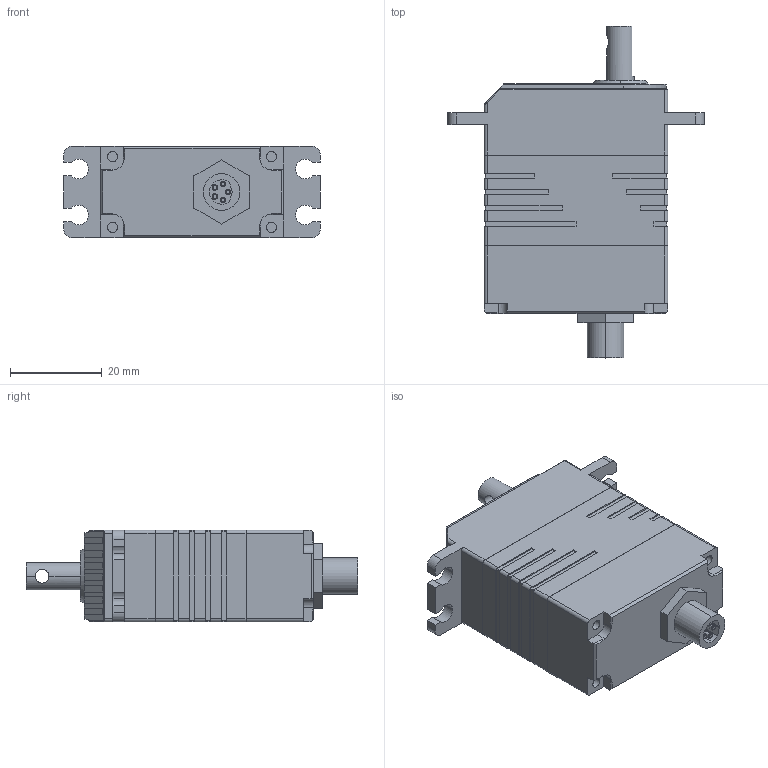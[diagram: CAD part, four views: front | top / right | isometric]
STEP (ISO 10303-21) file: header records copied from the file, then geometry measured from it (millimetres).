
FILE_DESCRIPTION (( 'STEP AP203' ), '1' );
FILE_NAME ('华馨京【RS485】【CAN】协议舵机外观尺寸图（H）-航插接口-3D.STEP', '2025-08-04T04:25:27', ( 'Windows 用户' ), ( '' ), 'SwSTEP 2.0', 'SolidWorks 2021', '' );
FILE_SCHEMA (( 'CONFIG_CONTROL_DESIGN' ));
Length unit declared in the file: millimetre
Products named in the file (6): 50kg嗆儂笢褲綴堤盄; 50kg等粣嗆儂奻褲; D倰怀堤喘.step; 华馨京【RS485】【CAN】协议舵机外观尺寸图（H）-航插接口-3D; 单轴金属底壳后出线换接口; 埴諉諳
Assembly tree (5 placements, depth 2):
  华馨京【RS485】【CAN】协议舵机外观尺寸图（H）-航插接口-3D
    50kg嗆儂笢褲綴堤盄
    50kg等粣嗆儂奻褲
    D倰怀堤喘.step
    单轴金属底壳后出线换接口
    埴諉諳
Bounding box: 56 x 72.35 x 20 mm (x, y, z)
Volume: 34074.8 mm3; surface area: 14946.9 mm2
Topology: 5 solids, 5 shells, 420 faces, 1163 edges, 768 vertices
Faces by surface type: plane 242, cylinder 152, cone 14, torus 10, bspline 2
Entity records: 14434 total; most frequent: CARTESIAN_POINT 2818, ORIENTED_EDGE 2326, DIRECTION 2298, EDGE_CURVE 1163, VECTOR 782, LINE 782, VERTEX_POINT 768, AXIS2_PLACEMENT_3D 758
